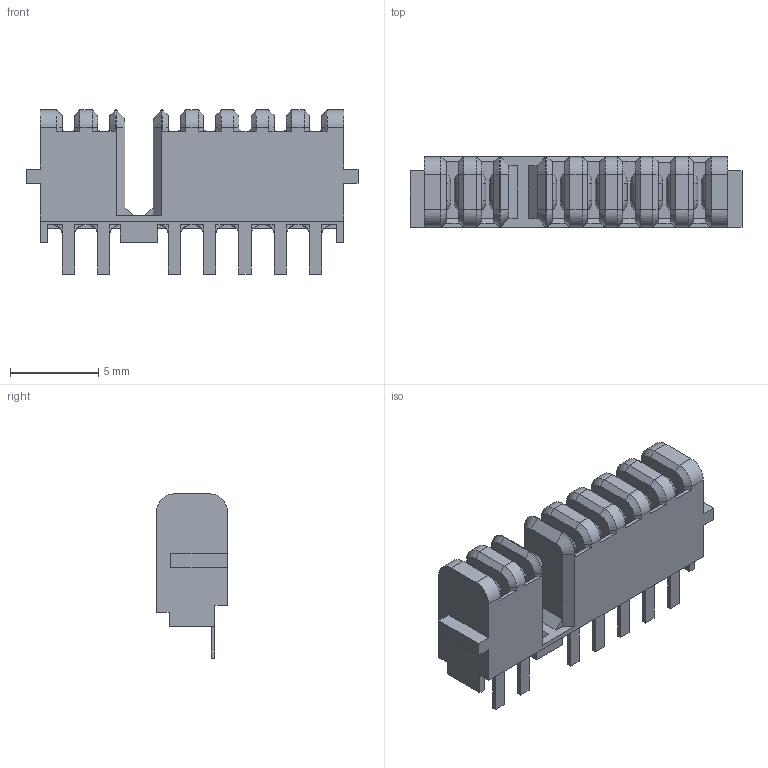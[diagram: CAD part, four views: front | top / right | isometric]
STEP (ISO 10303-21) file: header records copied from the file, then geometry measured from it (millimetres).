
FILE_DESCRIPTION((''),'2;1');
FILE_NAME('C-2229293-1','2017-01-31T',('workeradm'),('Tyco Electronics Ltd.'),'CREO PARAMETRIC BY PTC INC, 2016050','CREO PARAMETRIC BY PTC INC, 2016050','');
FILE_SCHEMA(('AUTOMOTIVE_DESIGN { 1 0 10303 214 1 1 1 1 }'));
Length unit declared in the file: millimetre
Products named in the file (1): C-2229293-1
Bounding box: 18.8 x 4 x 9.3 mm (x, y, z)
Volume: 333.8 mm3; surface area: 683.6 mm2
Topology: 1 solids, 1 shells, 454 faces, 1172 edges, 734 vertices
Faces by surface type: plane 236, cylinder 102, bspline 56, cone 32, sphere 28
Entity records: 15967 total; most frequent: CARTESIAN_POINT 5067, ORIENTED_EDGE 2344, DIRECTION 2078, EDGE_CURVE 1172, VECTOR 782, LINE 782, VERTEX_POINT 734, AXIS2_PLACEMENT_3D 648
